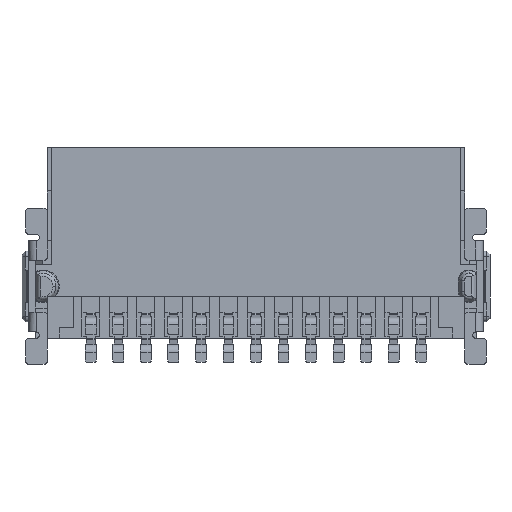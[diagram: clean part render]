
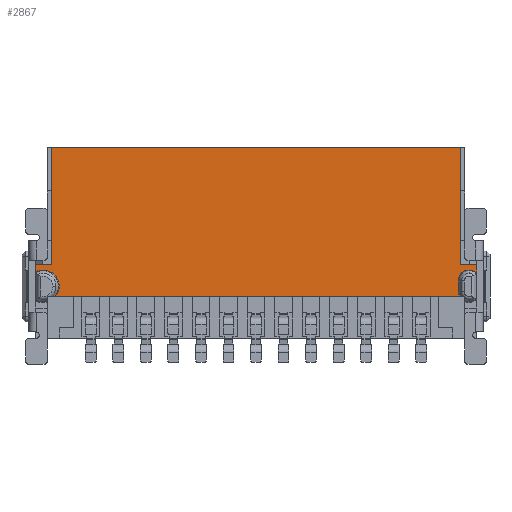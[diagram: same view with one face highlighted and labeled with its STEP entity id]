
A CAD part, front view. The second image highlights one B-rep face of the part: STEP entity #2867.
In plain terms, the highlighted planar face has unit normal (0, -1, 0).
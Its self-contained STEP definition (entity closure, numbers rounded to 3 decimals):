
#820=PLANE('',#49593);
#2867=ADVANCED_FACE('',(#6168),#820,.F.);
#6168=FACE_OUTER_BOUND('',#8860,.T.);
#8860=EDGE_LOOP('',(#24108,#24109,#24110,#24111,#24112,#24113,#24114,#24115,
#24116,#24117,#24118,#24119));
#12032=LINE('',#68291,#17652);
#12079=LINE('',#68443,#17699);
#12096=LINE('',#68511,#17716);
#12097=LINE('',#68513,#17717);
#12098=LINE('',#68515,#17718);
#12099=LINE('',#68517,#17719);
#12100=LINE('',#68519,#17720);
#12101=LINE('',#68521,#17721);
#12102=LINE('',#68526,#17722);
#17652=VECTOR('',#54479,1.);
#17699=VECTOR('',#54540,1.);
#17716=VECTOR('',#54575,1.);
#17717=VECTOR('',#54576,1.);
#17718=VECTOR('',#54577,1.);
#17719=VECTOR('',#54578,1.);
#17720=VECTOR('',#54579,1.);
#17721=VECTOR('',#54580,1.);
#17722=VECTOR('',#54585,1.);
#24108=ORIENTED_EDGE('',*,*,#41952,.T.);
#24109=ORIENTED_EDGE('',*,*,#41953,.T.);
#24110=ORIENTED_EDGE('',*,*,#41954,.F.);
#24111=ORIENTED_EDGE('',*,*,#41955,.T.);
#24112=ORIENTED_EDGE('',*,*,#41956,.T.);
#24113=ORIENTED_EDGE('',*,*,#41957,.T.);
#24114=ORIENTED_EDGE('',*,*,#41958,.T.);
#24115=ORIENTED_EDGE('',*,*,#41866,.F.);
#24116=ORIENTED_EDGE('',*,*,#41959,.T.);
#24117=ORIENTED_EDGE('',*,*,#41960,.T.);
#24118=ORIENTED_EDGE('',*,*,#41961,.T.);
#24119=ORIENTED_EDGE('',*,*,#41923,.F.);
#37258=VERTEX_POINT('',#68290);
#37259=VERTEX_POINT('',#68292);
#37302=VERTEX_POINT('',#68442);
#37303=VERTEX_POINT('',#68444);
#37329=VERTEX_POINT('',#68512);
#37330=VERTEX_POINT('',#68514);
#37331=VERTEX_POINT('',#68516);
#37332=VERTEX_POINT('',#68518);
#37333=VERTEX_POINT('',#68520);
#37334=VERTEX_POINT('',#68522);
#37335=VERTEX_POINT('',#68525);
#37336=VERTEX_POINT('',#68527);
#41866=EDGE_CURVE('',#37258,#37259,#12032,.T.);
#41923=EDGE_CURVE('',#37302,#37303,#12079,.T.);
#41952=EDGE_CURVE('',#37302,#37329,#12096,.T.);
#41953=EDGE_CURVE('',#37329,#37330,#12097,.T.);
#41954=EDGE_CURVE('',#37331,#37330,#12098,.T.);
#41955=EDGE_CURVE('',#37331,#37332,#12099,.T.);
#41956=EDGE_CURVE('',#37332,#37333,#12100,.T.);
#41957=EDGE_CURVE('',#37333,#37334,#12101,.T.);
#41958=EDGE_CURVE('',#37334,#37259,#48154,.T.);
#41959=EDGE_CURVE('',#37258,#37335,#48155,.T.);
#41960=EDGE_CURVE('',#37335,#37336,#12102,.T.);
#41961=EDGE_CURVE('',#37336,#37303,#48156,.T.);
#48154=CIRCLE('',#49590,0.75);
#48155=CIRCLE('',#49591,0.5);
#48156=CIRCLE('',#49592,0.5);
#49590=AXIS2_PLACEMENT_3D('',#68523,#54581,#54582);
#49591=AXIS2_PLACEMENT_3D('',#68524,#54583,#54584);
#49592=AXIS2_PLACEMENT_3D('',#68528,#54586,#54587);
#49593=AXIS2_PLACEMENT_3D('',#68529,#54588,#54589);
#54479=DIRECTION('',(-1.,0.,0.));
#54540=DIRECTION('',(0.,0.,-1.));
#54575=DIRECTION('',(-1.,0.,0.));
#54576=DIRECTION('',(0.,0.,1.));
#54577=DIRECTION('',(1.,0.,0.));
#54578=DIRECTION('',(0.,0.,-1.));
#54579=DIRECTION('',(-1.,0.,0.));
#54580=DIRECTION('',(0.,0.,-1.));
#54581=DIRECTION('',(0.,1.,0.));
#54582=DIRECTION('',(-1.,0.,0.));
#54583=DIRECTION('',(0.,1.,0.));
#54584=DIRECTION('',(-1.,0.,0.));
#54585=DIRECTION('',(0.,0.,1.));
#54586=DIRECTION('',(0.,1.,0.));
#54587=DIRECTION('',(-1.,0.,0.));
#54588=DIRECTION('',(0.,1.,0.));
#54589=DIRECTION('',(-1.,0.,0.));
#68290=CARTESIAN_POINT('',(11.877,-0.783,1.95));
#68291=CARTESIAN_POINT('',(-8.29,-0.783,1.95));
#68292=CARTESIAN_POINT('',(-6.725,-0.783,1.95));
#68442=CARTESIAN_POINT('',(12.685,-0.783,3.4));
#68443=CARTESIAN_POINT('',(12.685,-0.783,4.5));
#68444=CARTESIAN_POINT('',(12.685,-0.783,3.007));
#68511=CARTESIAN_POINT('',(11.935,-0.783,3.4));
#68512=CARTESIAN_POINT('',(11.935,-0.783,3.4));
#68513=CARTESIAN_POINT('',(11.935,-0.783,8.8));
#68514=CARTESIAN_POINT('',(11.935,-0.783,8.8));
#68515=CARTESIAN_POINT('',(-8.29,-0.783,8.8));
#68516=CARTESIAN_POINT('',(-6.925,-0.783,8.8));
#68517=CARTESIAN_POINT('',(-6.925,-0.783,8.8));
#68518=CARTESIAN_POINT('',(-6.925,-0.783,3.4));
#68519=CARTESIAN_POINT('',(-6.925,-0.783,3.4));
#68520=CARTESIAN_POINT('',(-7.675,-0.783,3.4));
#68521=CARTESIAN_POINT('',(-7.675,-0.783,4.5));
#68522=CARTESIAN_POINT('',(-7.675,-0.783,3.063));
#68523=CARTESIAN_POINT('',(-7.325,-0.783,2.4));
#68524=CARTESIAN_POINT('',(12.335,-0.783,2.15));
#68525=CARTESIAN_POINT('',(11.835,-0.783,2.15));
#68526=CARTESIAN_POINT('',(11.835,-0.783,2.65));
#68527=CARTESIAN_POINT('',(11.835,-0.783,2.65));
#68528=CARTESIAN_POINT('',(12.335,-0.783,2.65));
#68529=CARTESIAN_POINT('',(-8.29,-0.783,8.8));
